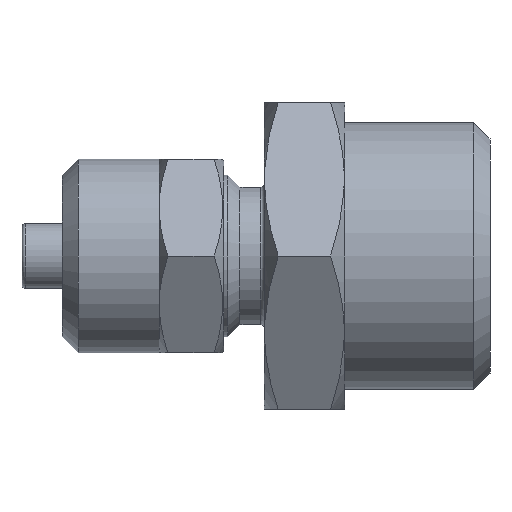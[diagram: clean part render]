
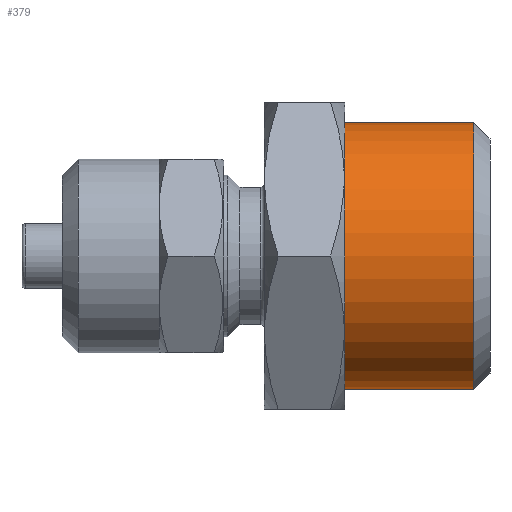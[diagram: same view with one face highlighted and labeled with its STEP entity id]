
A CAD part, left-side view. The second image highlights one B-rep face of the part: STEP entity #379.
In plain terms, the highlighted cylindrical face has radius 8.25 mm (diameter 16.5 mm), a partial arc.
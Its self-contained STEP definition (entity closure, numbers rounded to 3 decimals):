
#90 = EDGE_LOOP ( 'NONE', ( #1495, #1496, #1494, #1498 ) ) ;
#309 = LINE ( 'NONE', #1022, #1336 ) ;
#310 = LINE ( 'NONE', #1030, #1331 ) ;
#379 = ADVANCED_FACE ( 'NONE', ( #1629 ), #1630, .T. ) ;
#449 = EDGE_CURVE ( 'NONE', #1425, #1424, #2053, .T. ) ;
#450 = EDGE_CURVE ( 'NONE', #1426, #1427, #2051, .T. ) ;
#504 = DIRECTION ( 'NONE',  ( 0., 0., -1. ) ) ;
#505 = CARTESIAN_POINT ( 'NONE',  ( 0., 9., 0. ) ) ;
#506 = DIRECTION ( 'NONE',  ( 0., -1., 0. ) ) ;
#507 = DIRECTION ( 'NONE',  ( 0., 0., -1. ) ) ;
#769 = CARTESIAN_POINT ( 'NONE',  ( 0., 1., -8.25 ) ) ;
#770 = CARTESIAN_POINT ( 'NONE',  ( 0., 1., 8.25 ) ) ;
#771 = CARTESIAN_POINT ( 'NONE',  ( 0., 9., 8.25 ) ) ;
#772 = CARTESIAN_POINT ( 'NONE',  ( 0., 9., -8.25 ) ) ;
#1022 = CARTESIAN_POINT ( 'NONE',  ( 0., -8.621, -8.25 ) ) ;
#1023 = DIRECTION ( 'NONE',  ( 0., -1., 0. ) ) ;
#1030 = CARTESIAN_POINT ( 'NONE',  ( 0., -8.621, 8.25 ) ) ;
#1031 = DIRECTION ( 'NONE',  ( 0., -1., 0. ) ) ;
#1170 = CARTESIAN_POINT ( 'NONE',  ( 0., 1., 0. ) ) ;
#1331 = VECTOR ( 'NONE', #1031, 1000. ) ;
#1336 = VECTOR ( 'NONE', #1023, 1000. ) ;
#1424 = VERTEX_POINT ( 'NONE', #769 ) ;
#1425 = VERTEX_POINT ( 'NONE', #770 ) ;
#1426 = VERTEX_POINT ( 'NONE', #771 ) ;
#1427 = VERTEX_POINT ( 'NONE', #772 ) ;
#1494 = ORIENTED_EDGE ( 'NONE', *, *, #1924, .T. ) ;
#1495 = ORIENTED_EDGE ( 'NONE', *, *, #1927, .F. ) ;
#1496 = ORIENTED_EDGE ( 'NONE', *, *, #450, .T. ) ;
#1498 = ORIENTED_EDGE ( 'NONE', *, *, #449, .F. ) ;
#1629 = FACE_OUTER_BOUND ( 'NONE', #90, .T. ) ;
#1630 = CYLINDRICAL_SURFACE ( 'NONE', #2042, 8.25 ) ;
#1825 = DIRECTION ( 'NONE',  ( 0., 0., -1. ) ) ;
#1826 = DIRECTION ( 'NONE',  ( 0., -1., 0. ) ) ;
#1827 = CARTESIAN_POINT ( 'NONE',  ( 0., -8.621, 0. ) ) ;
#1924 = EDGE_CURVE ( 'NONE', #1427, #1424, #309, .T. ) ;
#1927 = EDGE_CURVE ( 'NONE', #1426, #1425, #310, .T. ) ;
#2042 = AXIS2_PLACEMENT_3D ( 'NONE', #1827, #1826, #1825 ) ;
#2050 = AXIS2_PLACEMENT_3D ( 'NONE', #505, #506, #507 ) ;
#2051 = CIRCLE ( 'NONE', #2050, 8.25 ) ;
#2052 = AXIS2_PLACEMENT_3D ( 'NONE', #1170, #2143, #504 ) ;
#2053 = CIRCLE ( 'NONE', #2052, 8.25 ) ;
#2143 = DIRECTION ( 'NONE',  ( 0., -1., 0. ) ) ;
